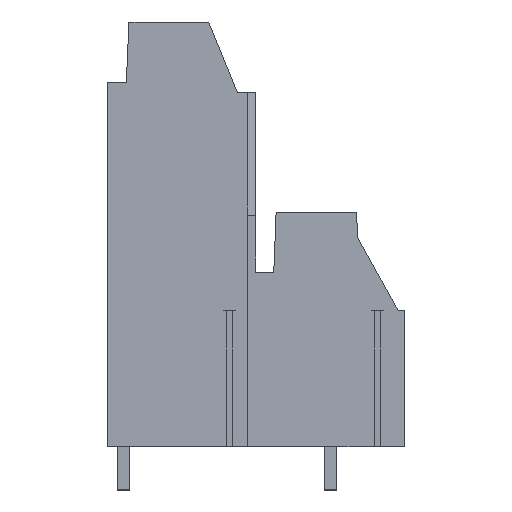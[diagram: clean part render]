
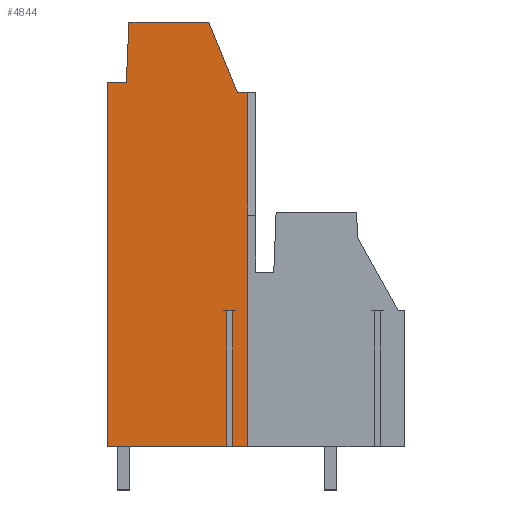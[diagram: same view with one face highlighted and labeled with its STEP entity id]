
A CAD part, left-side view. The second image highlights one B-rep face of the part: STEP entity #4844.
In plain terms, the highlighted planar face has unit normal (-1, 0, 0).
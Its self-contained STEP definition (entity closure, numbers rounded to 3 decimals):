
#4769=AXIS2_PLACEMENT_3D('Plane Axis2P3D',#4766,#4767,#4768) ;
#842=CARTESIAN_POINT('Vertex',(0.,21.94,3.2)) ;
#1034=CARTESIAN_POINT('Vertex',(0.,11.574,3.2)) ;
#1037=CARTESIAN_POINT('Line Origine',(0.,12.12,3.2)) ;
#1041=CARTESIAN_POINT('Vertex',(0.,12.665,3.2)) ;
#1090=CARTESIAN_POINT('Vertex',(0.,13.115,3.2)) ;
#1093=CARTESIAN_POINT('Line Origine',(0.,17.528,3.2)) ;
#1470=CARTESIAN_POINT('Vertex',(0.,11.574,29.26)) ;
#1473=CARTESIAN_POINT('Line Origine',(0.,11.574,16.23)) ;
#4766=CARTESIAN_POINT('Axis2P3D Location',(0.,11.,17.2)) ;
#4771=CARTESIAN_POINT('Line Origine',(0.,21.94,16.625)) ;
#4775=CARTESIAN_POINT('Vertex',(0.,21.94,30.05)) ;
#4778=CARTESIAN_POINT('Line Origine',(0.,13.115,8.2)) ;
#4782=CARTESIAN_POINT('Vertex',(0.,13.115,13.2)) ;
#4785=CARTESIAN_POINT('Line Origine',(0.,12.89,13.2)) ;
#4789=CARTESIAN_POINT('Vertex',(0.,12.665,13.2)) ;
#4792=CARTESIAN_POINT('Line Origine',(0.,12.665,8.2)) ;
#4797=CARTESIAN_POINT('Line Origine',(0.,11.956,29.26)) ;
#4801=CARTESIAN_POINT('Vertex',(0.,12.337,29.26)) ;
#4804=CARTESIAN_POINT('Line Origine',(0.,13.393,31.865)) ;
#4808=CARTESIAN_POINT('Vertex',(0.,14.449,34.47)) ;
#4811=CARTESIAN_POINT('Line Origine',(0.,17.389,34.47)) ;
#4815=CARTESIAN_POINT('Vertex',(0.,20.328,34.47)) ;
#4818=CARTESIAN_POINT('Line Origine',(0.,20.424,32.26)) ;
#4822=CARTESIAN_POINT('Vertex',(0.,20.521,30.05)) ;
#4825=CARTESIAN_POINT('Line Origine',(0.,21.23,30.05)) ;
#1038=DIRECTION('Vector Direction',(0.,1.,0.)) ;
#1094=DIRECTION('Vector Direction',(0.,1.,0.)) ;
#1474=DIRECTION('Vector Direction',(0.,0.,1.)) ;
#4767=DIRECTION('Axis2P3D Direction',(1.,0.,0.)) ;
#4768=DIRECTION('Axis2P3D XDirection',(0.,1.,0.)) ;
#4772=DIRECTION('Vector Direction',(0.,0.,-1.)) ;
#4779=DIRECTION('Vector Direction',(0.,0.,1.)) ;
#4786=DIRECTION('Vector Direction',(0.,1.,0.)) ;
#4793=DIRECTION('Vector Direction',(0.,0.,1.)) ;
#4798=DIRECTION('Vector Direction',(0.,1.,0.)) ;
#4805=DIRECTION('Vector Direction',(0.,0.376,0.927)) ;
#4812=DIRECTION('Vector Direction',(0.,1.,0.)) ;
#4819=DIRECTION('Vector Direction',(0.,-0.044,0.999)) ;
#4826=DIRECTION('Vector Direction',(0.,1.,0.)) ;
#1039=VECTOR('Line Direction',#1038,1.) ;
#1095=VECTOR('Line Direction',#1094,1.) ;
#1475=VECTOR('Line Direction',#1474,1.) ;
#4773=VECTOR('Line Direction',#4772,1.) ;
#4780=VECTOR('Line Direction',#4779,1.) ;
#4787=VECTOR('Line Direction',#4786,1.) ;
#4794=VECTOR('Line Direction',#4793,1.) ;
#4799=VECTOR('Line Direction',#4798,1.) ;
#4806=VECTOR('Line Direction',#4805,1.) ;
#4813=VECTOR('Line Direction',#4812,1.) ;
#4820=VECTOR('Line Direction',#4819,1.) ;
#4827=VECTOR('Line Direction',#4826,1.) ;
#4831=ORIENTED_EDGE('',*,*,#4777,.T.) ;
#4832=ORIENTED_EDGE('',*,*,#1097,.F.) ;
#4833=ORIENTED_EDGE('',*,*,#4784,.T.) ;
#4834=ORIENTED_EDGE('',*,*,#4791,.F.) ;
#4835=ORIENTED_EDGE('',*,*,#4796,.F.) ;
#4836=ORIENTED_EDGE('',*,*,#1043,.F.) ;
#4837=ORIENTED_EDGE('',*,*,#1477,.T.) ;
#4838=ORIENTED_EDGE('',*,*,#4803,.T.) ;
#4839=ORIENTED_EDGE('',*,*,#4810,.T.) ;
#4840=ORIENTED_EDGE('',*,*,#4817,.T.) ;
#4841=ORIENTED_EDGE('',*,*,#4824,.F.) ;
#4842=ORIENTED_EDGE('',*,*,#4829,.T.) ;
#4844=ADVANCED_FACE('housing',(#4843),#4770,.F.) ;
#1043=EDGE_CURVE('',#1035,#1042,#1040,.T.) ;
#1097=EDGE_CURVE('',#1091,#843,#1096,.T.) ;
#1477=EDGE_CURVE('',#1035,#1471,#1476,.T.) ;
#4777=EDGE_CURVE('',#4776,#843,#4774,.T.) ;
#4784=EDGE_CURVE('',#1091,#4783,#4781,.T.) ;
#4791=EDGE_CURVE('',#4790,#4783,#4788,.T.) ;
#4796=EDGE_CURVE('',#1042,#4790,#4795,.T.) ;
#4803=EDGE_CURVE('',#1471,#4802,#4800,.T.) ;
#4810=EDGE_CURVE('',#4802,#4809,#4807,.T.) ;
#4817=EDGE_CURVE('',#4809,#4816,#4814,.T.) ;
#4824=EDGE_CURVE('',#4823,#4816,#4821,.T.) ;
#4829=EDGE_CURVE('',#4823,#4776,#4828,.T.) ;
#4830=EDGE_LOOP('',(#4831,#4832,#4833,#4834,#4835,#4836,#4837,#4838,#4839,#4840,#4841,#4842)) ;
#4843=FACE_OUTER_BOUND('',#4830,.T.) ;
#1040=LINE('Line',#1037,#1039) ;
#1096=LINE('Line',#1093,#1095) ;
#1476=LINE('Line',#1473,#1475) ;
#4774=LINE('Line',#4771,#4773) ;
#4781=LINE('Line',#4778,#4780) ;
#4788=LINE('Line',#4785,#4787) ;
#4795=LINE('Line',#4792,#4794) ;
#4800=LINE('Line',#4797,#4799) ;
#4807=LINE('Line',#4804,#4806) ;
#4814=LINE('Line',#4811,#4813) ;
#4821=LINE('Line',#4818,#4820) ;
#4828=LINE('Line',#4825,#4827) ;
#4770=PLANE('',#4769) ;
#843=VERTEX_POINT('',#842) ;
#1035=VERTEX_POINT('',#1034) ;
#1042=VERTEX_POINT('',#1041) ;
#1091=VERTEX_POINT('',#1090) ;
#1471=VERTEX_POINT('',#1470) ;
#4776=VERTEX_POINT('',#4775) ;
#4783=VERTEX_POINT('',#4782) ;
#4790=VERTEX_POINT('',#4789) ;
#4802=VERTEX_POINT('',#4801) ;
#4809=VERTEX_POINT('',#4808) ;
#4816=VERTEX_POINT('',#4815) ;
#4823=VERTEX_POINT('',#4822) ;
